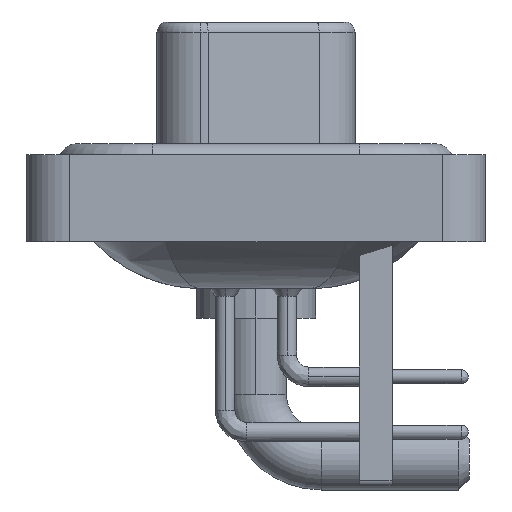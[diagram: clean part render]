
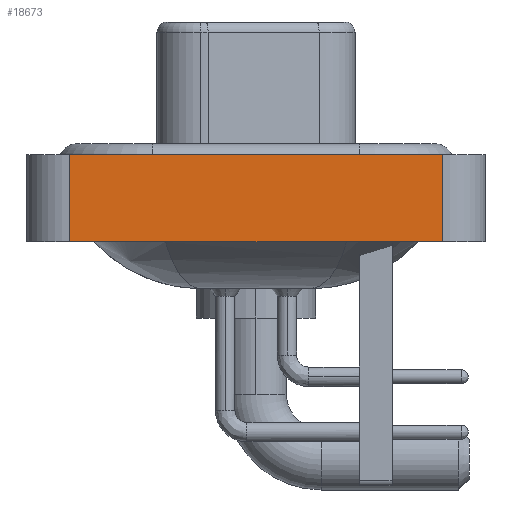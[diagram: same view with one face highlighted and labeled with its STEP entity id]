
A CAD part, left-side view. The second image highlights one B-rep face of the part: STEP entity #18673.
In plain terms, the highlighted planar face has unit normal (-1, 0, 0).
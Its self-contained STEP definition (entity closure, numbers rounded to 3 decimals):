
#41 = VECTOR ( 'NONE', #20307, 1000. ) ;
#137 = VERTEX_POINT ( 'NONE', #7493 ) ;
#246 = FACE_OUTER_BOUND ( 'NONE', #21917, .T. ) ;
#1411 = EDGE_CURVE ( 'NONE', #11071, #137, #15242, .T. ) ;
#1802 = VECTOR ( 'NONE', #19716, 1000. ) ;
#3951 = CARTESIAN_POINT ( 'NONE',  ( -7.3, 8.55, -3.6 ) ) ;
#4419 = AXIS2_PLACEMENT_3D ( 'NONE', #14864, #10679, #22997 ) ;
#4646 = ORIENTED_EDGE ( 'NONE', *, *, #1411, .T. ) ;
#5123 = LINE ( 'NONE', #21482, #1802 ) ;
#5272 = LINE ( 'NONE', #7430, #21868 ) ;
#6631 = PLANE ( 'NONE',  #4419 ) ;
#7430 = CARTESIAN_POINT ( 'NONE',  ( -7.3, 8.55, -3.6 ) ) ;
#7493 = CARTESIAN_POINT ( 'NONE',  ( -7.3, -8.55, 0.4 ) ) ;
#8174 = EDGE_CURVE ( 'NONE', #12997, #11015, #5272, .T. ) ;
#9986 = DIRECTION ( 'NONE',  ( 0., 0., 1. ) ) ;
#10679 = DIRECTION ( 'NONE',  ( -1., 0., 0. ) ) ;
#10755 = VECTOR ( 'NONE', #15366, 1000. ) ;
#11015 = VERTEX_POINT ( 'NONE', #21047 ) ;
#11071 = VERTEX_POINT ( 'NONE', #17661 ) ;
#12997 = VERTEX_POINT ( 'NONE', #3951 ) ;
#13757 = EDGE_CURVE ( 'NONE', #11015, #137, #5123, .T. ) ;
#14864 = CARTESIAN_POINT ( 'NONE',  ( -7.3, -8.55, -3.6 ) ) ;
#15242 = LINE ( 'NONE', #23765, #10755 ) ;
#15268 = ORIENTED_EDGE ( 'NONE', *, *, #13757, .F. ) ;
#15366 = DIRECTION ( 'NONE',  ( 0., 0., 1. ) ) ;
#17661 = CARTESIAN_POINT ( 'NONE',  ( -7.3, -8.55, -3.6 ) ) ;
#17702 = ORIENTED_EDGE ( 'NONE', *, *, #26011, .T. ) ;
#18673 = ADVANCED_FACE ( 'NONE', ( #246 ), #6631, .T. ) ;
#19633 = CARTESIAN_POINT ( 'NONE',  ( -7.3, -8.55, -3.6 ) ) ;
#19716 = DIRECTION ( 'NONE',  ( 0., -1., 0. ) ) ;
#20307 = DIRECTION ( 'NONE',  ( 0., -1., 0. ) ) ;
#21047 = CARTESIAN_POINT ( 'NONE',  ( -7.3, 8.55, 0.4 ) ) ;
#21482 = CARTESIAN_POINT ( 'NONE',  ( -7.3, -8.55, 0.4 ) ) ;
#21667 = LINE ( 'NONE', #19633, #41 ) ;
#21868 = VECTOR ( 'NONE', #9986, 1000. ) ;
#21917 = EDGE_LOOP ( 'NONE', ( #4646, #15268, #25684, #17702 ) ) ;
#22997 = DIRECTION ( 'NONE',  ( 0., 0., 1. ) ) ;
#23765 = CARTESIAN_POINT ( 'NONE',  ( -7.3, -8.55, -3.6 ) ) ;
#25684 = ORIENTED_EDGE ( 'NONE', *, *, #8174, .F. ) ;
#26011 = EDGE_CURVE ( 'NONE', #12997, #11071, #21667, .T. ) ;
